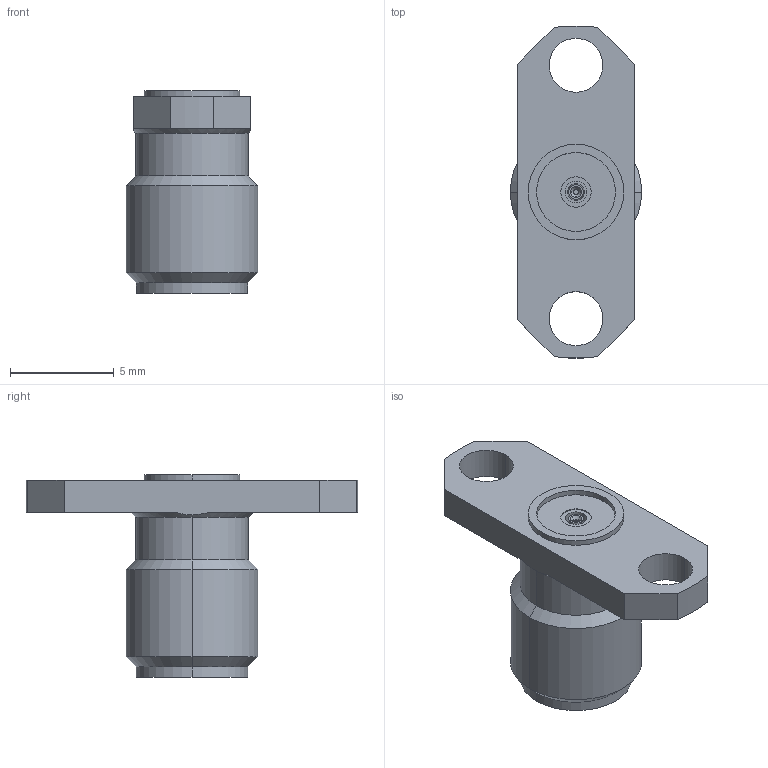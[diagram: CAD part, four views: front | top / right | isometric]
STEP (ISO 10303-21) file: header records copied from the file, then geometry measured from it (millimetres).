
FILE_DESCRIPTION (( 'STEP AP203' ), '1' );
FILE_NAME ('R125.465.010B.STEP', '2014-09-17T06:51:52', ( 'adminradiall' ), ( 'Microsoft' ), 'SwSTEP 2.0', 'SolidWorks 2014', '' );
FILE_SCHEMA (( 'CONFIG_CONTROL_DESIGN' ));
Length unit declared in the file: metre
Products named in the file (1): R125.465.010B
Bounding box: 6.33 x 15.98 x 9.76 mm (x, y, z)
Volume: 303.2 mm3; surface area: 425.4 mm2
Topology: 1 solids, 1 shells, 69 faces, 162 edges, 104 vertices
Faces by surface type: cone 24, plane 23, cylinder 22
Entity records: 2149 total; most frequent: CARTESIAN_POINT 484, DIRECTION 334, ORIENTED_EDGE 324, EDGE_CURVE 162, AXIS2_PLACEMENT_3D 138, VERTEX_POINT 104, EDGE_LOOP 82, FACE_OUTER_BOUND 69
